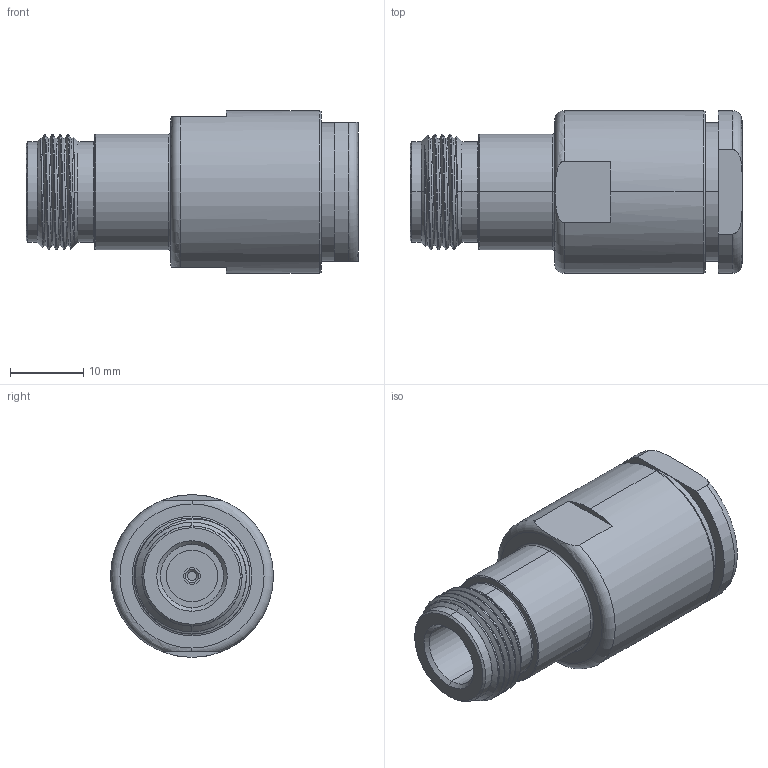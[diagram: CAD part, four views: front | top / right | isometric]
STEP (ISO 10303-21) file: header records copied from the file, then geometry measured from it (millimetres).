
FILE_DESCRIPTION (( 'STEP AP203' ), '1' );
FILE_NAME ('PE4645.step', '2019-06-26T18:37:44', ( '' ), ( '' ), 'SwSTEP 2.0', 'SolidWorks 2018', '' );
FILE_SCHEMA (( 'CONFIG_CONTROL_DESIGN' ));
Length unit declared in the file: inch
Products named in the file (1): PE4645
Bounding box: 45.47 x 22.27 x 22.27 mm (x, y, z)
Volume: 11081.3 mm3; surface area: 4497.2 mm2
Topology: 1 solids, 1 shells, 102 faces, 251 edges, 161 vertices
Faces by surface type: cylinder 40, plane 30, cone 21, torus 6, bspline 5
Entity records: 4566 total; most frequent: CARTESIAN_POINT 2203, ORIENTED_EDGE 502, DIRECTION 458, EDGE_CURVE 251, AXIS2_PLACEMENT_3D 189, VERTEX_POINT 161, EDGE_LOOP 112, ADVANCED_FACE 102
